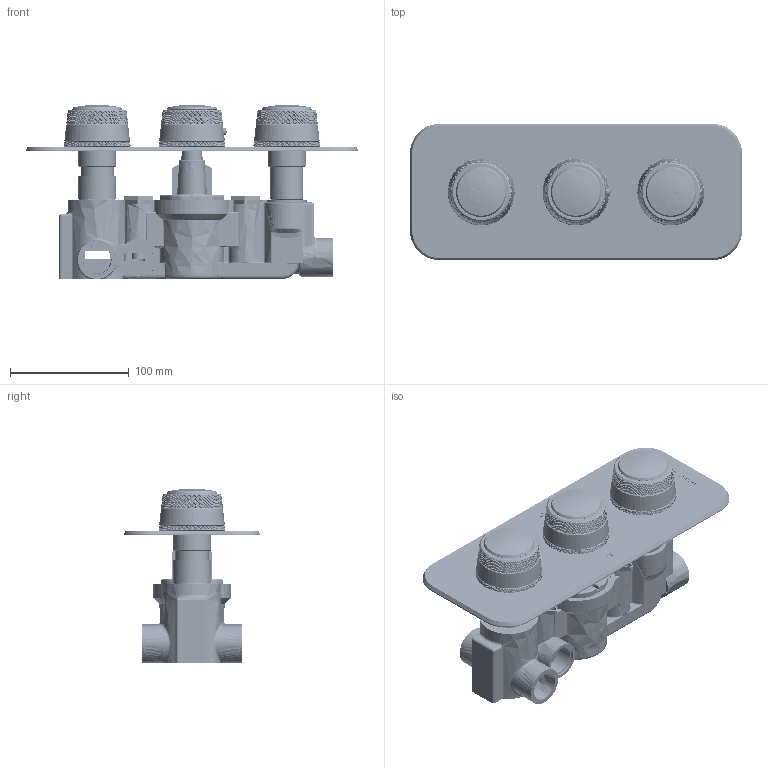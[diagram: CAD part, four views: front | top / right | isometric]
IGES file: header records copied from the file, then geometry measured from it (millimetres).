
Global section: file name: T1003-R; native system: Autodesk Inventor 2020; preprocessor: unknown; author: adaniels; date: 20200203.094828; units: millimetre
Bounding box: 280 x 115 x 147.07 mm (x, y, z)
Volume: 663525 mm3; surface area: 396459.9 mm2
Topology: 79 solids, 84 shells, 42411 faces, 90876 edges, 48823 vertices
Faces by surface type: bspline 42411
